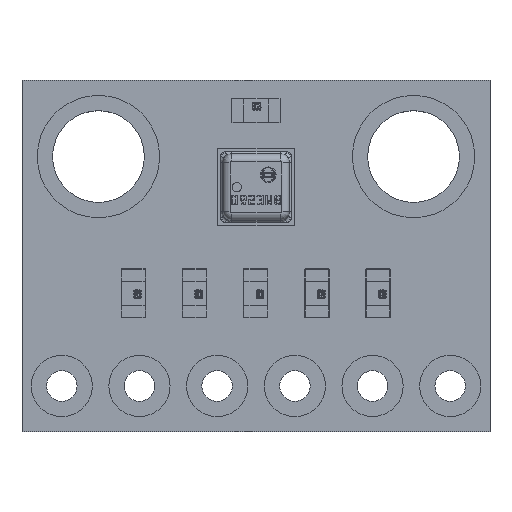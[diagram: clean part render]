
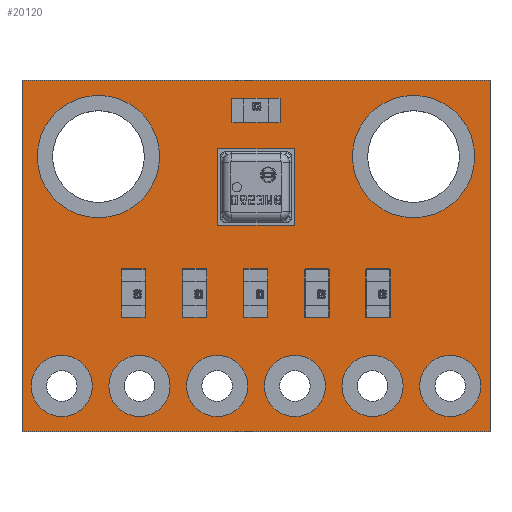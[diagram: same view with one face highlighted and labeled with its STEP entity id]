
A CAD part, top view. The second image highlights one B-rep face of the part: STEP entity #20120.
In plain terms, the highlighted planar face has unit normal (0, 0, 1).
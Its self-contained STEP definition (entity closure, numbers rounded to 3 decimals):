
#2450=FACE_BOUND('',#4178,.T.);
#2451=FACE_BOUND('',#4179,.T.);
#2452=FACE_BOUND('',#4180,.T.);
#2453=FACE_BOUND('',#4181,.T.);
#2454=FACE_BOUND('',#4182,.T.);
#2455=FACE_BOUND('',#4183,.T.);
#2456=FACE_BOUND('',#4184,.T.);
#2457=FACE_BOUND('',#4185,.T.);
#2555=PLANE('',#21518);
#2997=FACE_OUTER_BOUND('',#4177,.T.);
#4177=EDGE_LOOP('',(#13975,#13976,#13977,#13978));
#4178=EDGE_LOOP('',(#13979));
#4179=EDGE_LOOP('',(#13980));
#4180=EDGE_LOOP('',(#13981));
#4181=EDGE_LOOP('',(#13982));
#4182=EDGE_LOOP('',(#13983));
#4183=EDGE_LOOP('',(#13984));
#4184=EDGE_LOOP('',(#13985));
#4185=EDGE_LOOP('',(#13986));
#5408=LINE('',#25382,#6983);
#5411=LINE('',#25388,#6986);
#5414=LINE('',#25394,#6989);
#5417=LINE('',#25398,#6992);
#6983=VECTOR('',#22378,10.);
#6986=VECTOR('',#22383,10.);
#6989=VECTOR('',#22388,10.);
#6992=VECTOR('',#22393,10.);
#8564=CIRCLE('',#21491,1.5);
#8566=CIRCLE('',#21494,1.5);
#8568=CIRCLE('',#21497,0.5);
#8570=CIRCLE('',#21500,0.5);
#8572=CIRCLE('',#21503,0.5);
#8574=CIRCLE('',#21506,0.5);
#8576=CIRCLE('',#21509,0.5);
#8578=CIRCLE('',#21512,0.5);
#8744=VERTEX_POINT('',#25328);
#8746=VERTEX_POINT('',#25334);
#8748=VERTEX_POINT('',#25340);
#8750=VERTEX_POINT('',#25346);
#8752=VERTEX_POINT('',#25352);
#8754=VERTEX_POINT('',#25358);
#8756=VERTEX_POINT('',#25364);
#8758=VERTEX_POINT('',#25370);
#8762=VERTEX_POINT('',#25379);
#8763=VERTEX_POINT('',#25381);
#8765=VERTEX_POINT('',#25387);
#8767=VERTEX_POINT('',#25393);
#10800=EDGE_CURVE('',#8744,#8744,#8564,.T.);
#10803=EDGE_CURVE('',#8746,#8746,#8566,.T.);
#10806=EDGE_CURVE('',#8748,#8748,#8568,.T.);
#10809=EDGE_CURVE('',#8750,#8750,#8570,.T.);
#10812=EDGE_CURVE('',#8752,#8752,#8572,.T.);
#10815=EDGE_CURVE('',#8754,#8754,#8574,.T.);
#10818=EDGE_CURVE('',#8756,#8756,#8576,.T.);
#10821=EDGE_CURVE('',#8758,#8758,#8578,.T.);
#10826=EDGE_CURVE('',#8763,#8762,#5408,.T.);
#10829=EDGE_CURVE('',#8765,#8763,#5411,.T.);
#10832=EDGE_CURVE('',#8767,#8765,#5414,.T.);
#10835=EDGE_CURVE('',#8762,#8767,#5417,.T.);
#13975=ORIENTED_EDGE('',*,*,#10835,.T.);
#13976=ORIENTED_EDGE('',*,*,#10832,.T.);
#13977=ORIENTED_EDGE('',*,*,#10829,.T.);
#13978=ORIENTED_EDGE('',*,*,#10826,.T.);
#13979=ORIENTED_EDGE('',*,*,#10821,.T.);
#13980=ORIENTED_EDGE('',*,*,#10818,.T.);
#13981=ORIENTED_EDGE('',*,*,#10815,.T.);
#13982=ORIENTED_EDGE('',*,*,#10812,.T.);
#13983=ORIENTED_EDGE('',*,*,#10809,.T.);
#13984=ORIENTED_EDGE('',*,*,#10806,.T.);
#13985=ORIENTED_EDGE('',*,*,#10803,.T.);
#13986=ORIENTED_EDGE('',*,*,#10800,.T.);
#20120=ADVANCED_FACE('',(#2997,#2450,#2451,#2452,#2453,#2454,#2455,#2456,
#2457),#2555,.T.);
#21491=AXIS2_PLACEMENT_3D('',#25329,#22320,#22321);
#21494=AXIS2_PLACEMENT_3D('',#25335,#22327,#22328);
#21497=AXIS2_PLACEMENT_3D('',#25341,#22334,#22335);
#21500=AXIS2_PLACEMENT_3D('',#25347,#22341,#22342);
#21503=AXIS2_PLACEMENT_3D('',#25353,#22348,#22349);
#21506=AXIS2_PLACEMENT_3D('',#25359,#22355,#22356);
#21509=AXIS2_PLACEMENT_3D('',#25365,#22362,#22363);
#21512=AXIS2_PLACEMENT_3D('',#25371,#22369,#22370);
#21518=AXIS2_PLACEMENT_3D('',#25399,#22394,#22395);
#22320=DIRECTION('center_axis',(0.,0.,-1.));
#22321=DIRECTION('ref_axis',(1.,0.,0.));
#22327=DIRECTION('center_axis',(0.,0.,-1.));
#22328=DIRECTION('ref_axis',(1.,0.,0.));
#22334=DIRECTION('center_axis',(0.,0.,-1.));
#22335=DIRECTION('ref_axis',(1.,0.,0.));
#22341=DIRECTION('center_axis',(0.,0.,-1.));
#22342=DIRECTION('ref_axis',(1.,0.,0.));
#22348=DIRECTION('center_axis',(0.,0.,-1.));
#22349=DIRECTION('ref_axis',(1.,0.,0.));
#22355=DIRECTION('center_axis',(0.,0.,-1.));
#22356=DIRECTION('ref_axis',(1.,0.,0.));
#22362=DIRECTION('center_axis',(0.,0.,-1.));
#22363=DIRECTION('ref_axis',(1.,0.,0.));
#22369=DIRECTION('center_axis',(0.,0.,-1.));
#22370=DIRECTION('ref_axis',(1.,0.,0.));
#22378=DIRECTION('',(1.,0.,0.));
#22383=DIRECTION('',(0.,-1.,0.));
#22388=DIRECTION('',(-1.,0.,0.));
#22393=DIRECTION('',(0.,1.,0.));
#22394=DIRECTION('center_axis',(0.,0.,1.));
#22395=DIRECTION('ref_axis',(1.,0.,0.));
#25328=CARTESIAN_POINT('',(-6.65,3.25,1.55));
#25329=CARTESIAN_POINT('Origin',(-5.15,3.25,1.55));
#25334=CARTESIAN_POINT('',(3.65,3.25,1.55));
#25335=CARTESIAN_POINT('Origin',(5.15,3.25,1.55));
#25340=CARTESIAN_POINT('',(-6.85,-4.25,1.55));
#25341=CARTESIAN_POINT('Origin',(-6.35,-4.25,1.55));
#25346=CARTESIAN_POINT('',(0.77,-4.25,1.55));
#25347=CARTESIAN_POINT('Origin',(1.27,-4.25,1.55));
#25352=CARTESIAN_POINT('',(-1.77,-4.25,1.55));
#25353=CARTESIAN_POINT('Origin',(-1.27,-4.25,1.55));
#25358=CARTESIAN_POINT('',(-4.31,-4.25,1.55));
#25359=CARTESIAN_POINT('Origin',(-3.81,-4.25,1.55));
#25364=CARTESIAN_POINT('',(5.85,-4.25,1.55));
#25365=CARTESIAN_POINT('Origin',(6.35,-4.25,1.55));
#25370=CARTESIAN_POINT('',(3.31,-4.25,1.55));
#25371=CARTESIAN_POINT('Origin',(3.81,-4.25,1.55));
#25379=CARTESIAN_POINT('',(7.65,-5.75,1.55));
#25381=CARTESIAN_POINT('',(-7.65,-5.75,1.55));
#25382=CARTESIAN_POINT('',(-7.65,-5.75,1.55));
#25387=CARTESIAN_POINT('',(-7.65,5.75,1.55));
#25388=CARTESIAN_POINT('',(-7.65,5.75,1.55));
#25393=CARTESIAN_POINT('',(7.65,5.75,1.55));
#25394=CARTESIAN_POINT('',(7.65,5.75,1.55));
#25398=CARTESIAN_POINT('',(7.65,-5.75,1.55));
#25399=CARTESIAN_POINT('Origin',(0.,0.,1.55));
